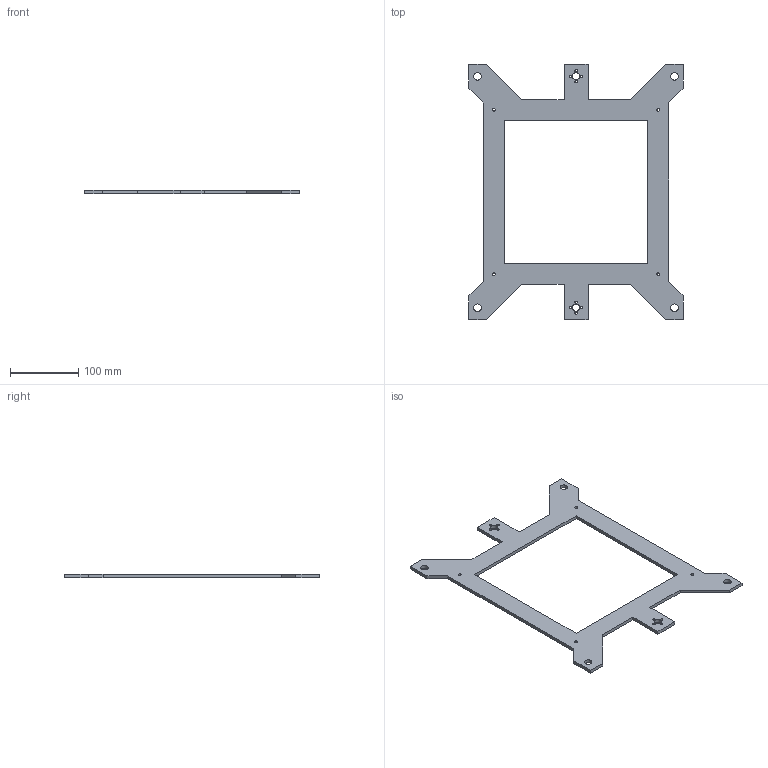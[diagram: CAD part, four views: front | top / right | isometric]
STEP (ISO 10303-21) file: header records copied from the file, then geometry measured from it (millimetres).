
FILE_DESCRIPTION(/* description */ ('','CAx-IF Rec.Pracs.---Representation and Presentation of Product Manufacturing Information (PMI)---4.0---2014-10-13'),/* implementation_level */ '2;1');
FILE_NAME(/* name */ 'Hotend Stand.step',/* time_stamp */ '2025-08-01T18:32:00+05:30',/* author */ (''),/* organization */ (''),/* preprocessor_version */ 'ST-DEVELOPER v20',/* originating_system */ 'Autodesk Translation Framework v13.20.0.188',/* authorisation */ '');
FILE_SCHEMA (('AP242_MANAGED_MODEL_BASED_3D_ENGINEERING_MIM_LF { 1 0 10303 442 1 1 4 }'));
Length unit declared in the file: millimetre
Products named in the file (1): Hotend Stand
Bounding box: 312.7 x 373.1 x 5 mm (x, y, z)
Volume: 208396.7 mm3; surface area: 97767.7 mm2
Topology: 1 solids, 1 shells, 52 faces, 150 edges, 100 vertices
Faces by surface type: plane 34, cylinder 18
Full cylindrical faces by diameter (mm): 3.5 x4, 3.6 x4, 4 x4, 10.5 x2, 11 x4
Entity records: 1819 total; most frequent: CARTESIAN_POINT 303, ORIENTED_EDGE 300, DIRECTION 292, EDGE_CURVE 150, LINE 114, VECTOR 114, VERTEX_POINT 100, EDGE_LOOP 90
